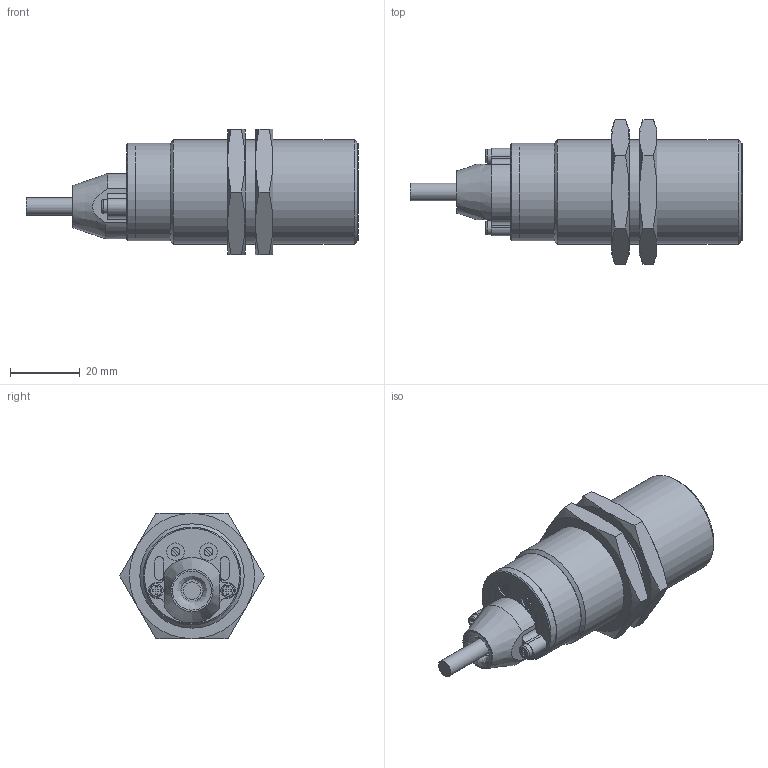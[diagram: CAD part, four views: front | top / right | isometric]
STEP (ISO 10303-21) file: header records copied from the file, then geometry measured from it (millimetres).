
FILE_DESCRIPTION (( 'STEP AP214' ), '1' );
FILE_NAME ('BCS004K.STEP', '2023-07-19T18:11:02', ( '' ), ( '' ), 'SwSTEP 2.0', 'SolidWorks 2021', '' );
FILE_SCHEMA (( 'AUTOMOTIVE_DESIGN' ));
Length unit declared in the file: inch
Products named in the file (1): BCS004K
Bounding box: 95.5 x 41.57 x 36 mm (x, y, z)
Volume: 54142.8 mm3; surface area: 12468.5 mm2
Topology: 3 solids, 3 shells, 141 faces, 324 edges, 206 vertices
Faces by surface type: plane 79, cone 32, cylinder 27, bspline 3
Full cylindrical faces by diameter (mm): 2.5 x2, 4 x2, 5 x3, 6.2 x1, 27.8 x2, 28 x2, 28.376 x2, 30 x1
Entity records: 5835 total; most frequent: CARTESIAN_POINT 1048, DIRECTION 606, ORIENTED_EDGE 582, EDGE_CURVE 291, AXIS2_PLACEMENT_3D 230, VERTEX_POINT 199, EDGE_LOOP 188, FACE_OUTER_BOUND 159
